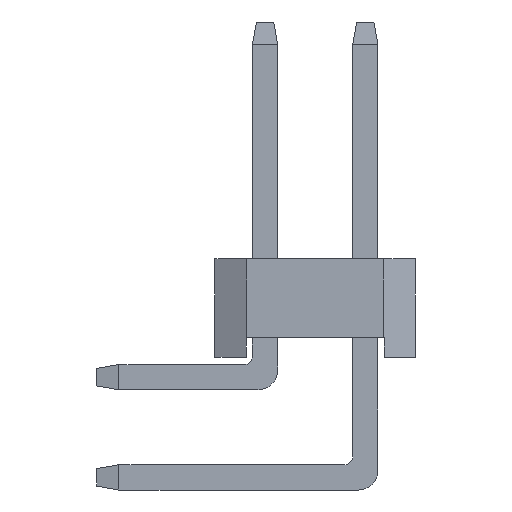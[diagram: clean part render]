
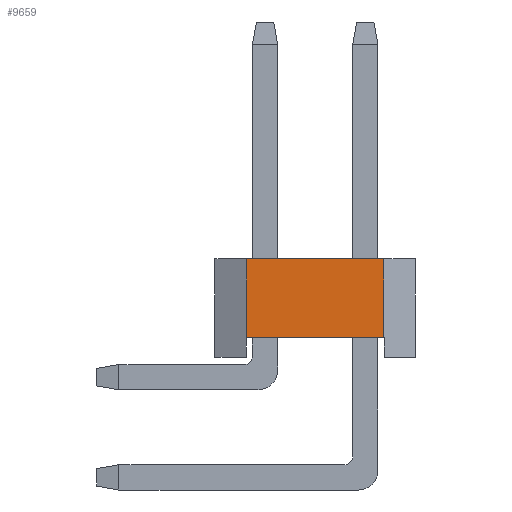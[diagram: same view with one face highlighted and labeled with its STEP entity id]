
A CAD part, left-side view. The second image highlights one B-rep face of the part: STEP entity #9659.
In plain terms, the highlighted planar face has unit normal (-1, 0, 0).
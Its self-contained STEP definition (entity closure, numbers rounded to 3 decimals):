
#37 = CARTESIAN_POINT ( 'NONE',  ( -50.8, -1.74, 2.5 ) ) ;
#101 = CARTESIAN_POINT ( 'NONE',  ( -50.8, 1.75, 0.5 ) ) ;
#304 = VERTEX_POINT ( 'NONE', #4655 ) ;
#515 = DIRECTION ( 'NONE',  ( 0., -1., 0. ) ) ;
#903 = DIRECTION ( 'NONE',  ( 0., 0., -1. ) ) ;
#1026 = ORIENTED_EDGE ( 'NONE', *, *, #7420, .F. ) ;
#1078 = VECTOR ( 'NONE', #515, 1000. ) ;
#1260 = LINE ( 'NONE', #5277, #8573 ) ;
#1668 = DIRECTION ( 'NONE',  ( 0., 0., 1. ) ) ;
#1737 = FACE_OUTER_BOUND ( 'NONE', #6969, .T. ) ;
#1850 = DIRECTION ( 'NONE',  ( 1., 0., 0. ) ) ;
#2189 = LINE ( 'NONE', #5543, #1078 ) ;
#2644 = LINE ( 'NONE', #101, #3058 ) ;
#2986 = EDGE_CURVE ( 'NONE', #6454, #5100, #8347, .T. ) ;
#3058 = VECTOR ( 'NONE', #3484, 1000. ) ;
#3166 = CARTESIAN_POINT ( 'NONE',  ( -50.8, -1.74, -7.5 ) ) ;
#3404 = VECTOR ( 'NONE', #1668, 1000. ) ;
#3484 = DIRECTION ( 'NONE',  ( 0., 1., 0. ) ) ;
#3580 = EDGE_CURVE ( 'NONE', #304, #5100, #2189, .T. ) ;
#3720 = CARTESIAN_POINT ( 'NONE',  ( -50.8, 1.74, 0.5 ) ) ;
#4506 = VERTEX_POINT ( 'NONE', #3720 ) ;
#4655 = CARTESIAN_POINT ( 'NONE',  ( -50.8, 1.74, 2.5 ) ) ;
#4690 = CARTESIAN_POINT ( 'NONE',  ( -50.8, -1.74, 0.5 ) ) ;
#5100 = VERTEX_POINT ( 'NONE', #37 ) ;
#5274 = ORIENTED_EDGE ( 'NONE', *, *, #2986, .T. ) ;
#5277 = CARTESIAN_POINT ( 'NONE',  ( -50.8, 1.74, -7.5 ) ) ;
#5543 = CARTESIAN_POINT ( 'NONE',  ( -50.8, -2.54, 2.5 ) ) ;
#6403 = ORIENTED_EDGE ( 'NONE', *, *, #3580, .F. ) ;
#6454 = VERTEX_POINT ( 'NONE', #4690 ) ;
#6969 = EDGE_LOOP ( 'NONE', ( #1026, #8276, #5274, #6403 ) ) ;
#7025 = EDGE_CURVE ( 'NONE', #6454, #4506, #2644, .T. ) ;
#7231 = AXIS2_PLACEMENT_3D ( 'NONE', #8754, #1850, #903 ) ;
#7420 = EDGE_CURVE ( 'NONE', #4506, #304, #1260, .T. ) ;
#8276 = ORIENTED_EDGE ( 'NONE', *, *, #7025, .F. ) ;
#8347 = LINE ( 'NONE', #3166, #3404 ) ;
#8518 = PLANE ( 'NONE',  #7231 ) ;
#8573 = VECTOR ( 'NONE', #9613, 1000. ) ;
#8754 = CARTESIAN_POINT ( 'NONE',  ( -50.8, -2.54, 2.5 ) ) ;
#9613 = DIRECTION ( 'NONE',  ( 0., 0., 1. ) ) ;
#9659 = ADVANCED_FACE ( 'NONE', ( #1737 ), #8518, .F. ) ;
